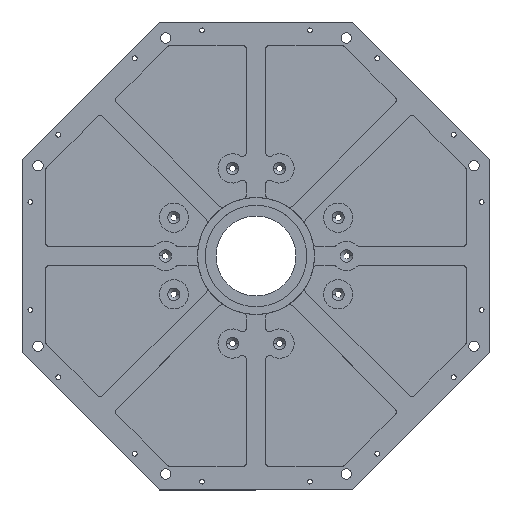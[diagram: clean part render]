
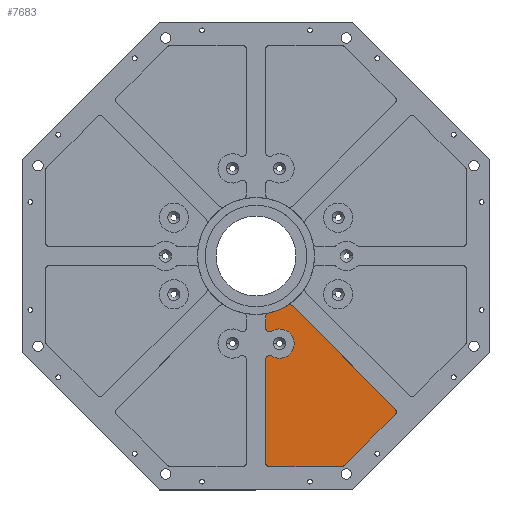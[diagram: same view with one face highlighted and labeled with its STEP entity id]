
A CAD part, top view. The second image highlights one B-rep face of the part: STEP entity #7683.
In plain terms, the highlighted planar face has unit normal (0, 0, 1).
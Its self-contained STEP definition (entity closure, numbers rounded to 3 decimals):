
#33 = AXIS2_PLACEMENT_3D ( 'NONE', #2882, #4898, #6958 ) ;
#63 = EDGE_CURVE ( 'NONE', #4174, #1637, #7361, .T. ) ;
#165 = VECTOR ( 'NONE', #7555, 1000. ) ;
#170 = DIRECTION ( 'NONE',  ( 1., 0., 0. ) ) ;
#241 = VERTEX_POINT ( 'NONE', #520 ) ;
#244 = CARTESIAN_POINT ( 'NONE',  ( 71.418, -81.317, 1. ) ) ;
#262 = CARTESIAN_POINT ( 'NONE',  ( 8.06, -38.556, 1. ) ) ;
#333 = DIRECTION ( 'NONE',  ( 0., 0., 1. ) ) ;
#390 = ORIENTED_EDGE ( 'NONE', *, *, #3883, .F. ) ;
#419 = ORIENTED_EDGE ( 'NONE', *, *, #5090, .F. ) ;
#520 = CARTESIAN_POINT ( 'NONE',  ( 5., -106., 1. ) ) ;
#664 = DIRECTION ( 'NONE',  ( 0., 0., 1. ) ) ;
#720 = CIRCLE ( 'NONE', #1886, 2. ) ;
#783 = ORIENTED_EDGE ( 'NONE', *, *, #5876, .T. ) ;
#921 = CIRCLE ( 'NONE', #7911, 7.5 ) ;
#1113 = VERTEX_POINT ( 'NONE', #7819 ) ;
#1186 = VERTEX_POINT ( 'NONE', #2220 ) ;
#1322 = VERTEX_POINT ( 'NONE', #1610 ) ;
#1339 = CIRCLE ( 'NONE', #33, 2. ) ;
#1496 = ORIENTED_EDGE ( 'NONE', *, *, #63, .T. ) ;
#1584 = VERTEX_POINT ( 'NONE', #7181 ) ;
#1610 = CARTESIAN_POINT ( 'NONE',  ( 6.563, -29.273, 1. ) ) ;
#1617 = VERTEX_POINT ( 'NONE', #2340 ) ;
#1637 = VERTEX_POINT ( 'NONE', #7810 ) ;
#1884 = VECTOR ( 'NONE', #8022, 1000. ) ;
#1886 = AXIS2_PLACEMENT_3D ( 'NONE', #2601, #4646, #8244 ) ;
#1916 = CARTESIAN_POINT ( 'NONE',  ( 5., -108., 1. ) ) ;
#1929 = DIRECTION ( 'NONE',  ( 0., 0., 1. ) ) ;
#2069 = EDGE_CURVE ( 'NONE', #241, #7510, #4598, .T. ) ;
#2133 = EDGE_CURVE ( 'NONE', #6268, #1186, #7485, .T. ) ;
#2219 = VECTOR ( 'NONE', #8294, 1000. ) ;
#2220 = CARTESIAN_POINT ( 'NONE',  ( 45.321, -107.414, 1. ) ) ;
#2253 = VERTEX_POINT ( 'NONE', #4948 ) ;
#2261 = AXIS2_PLACEMENT_3D ( 'NONE', #3216, #664, #7690 ) ;
#2296 = CARTESIAN_POINT ( 'NONE',  ( 7., -52.971, 1. ) ) ;
#2298 = CARTESIAN_POINT ( 'NONE',  ( 70.004, -79.903, 1. ) ) ;
#2305 = DIRECTION ( 'NONE',  ( 0., 0., 1. ) ) ;
#2340 = CARTESIAN_POINT ( 'NONE',  ( 72.004, -79.903, 1. ) ) ;
#2427 = CARTESIAN_POINT ( 'NONE',  ( 18.544, -25.615, 1. ) ) ;
#2459 = CARTESIAN_POINT ( 'NONE',  ( 44.735, -108., 1. ) ) ;
#2480 = AXIS2_PLACEMENT_3D ( 'NONE', #6415, #2305, #170 ) ;
#2485 = CIRCLE ( 'NONE', #4519, 2. ) ;
#2600 = CARTESIAN_POINT ( 'NONE',  ( 5., -52.971, 1. ) ) ;
#2601 = CARTESIAN_POINT ( 'NONE',  ( 43.907, -106., 1. ) ) ;
#2727 = EDGE_CURVE ( 'NONE', #5509, #7510, #2907, .T. ) ;
#2788 = CIRCLE ( 'NONE', #2930, 2. ) ;
#2797 = DIRECTION ( 'NONE',  ( 0., 0., 1. ) ) ;
#2863 = CIRCLE ( 'NONE', #7967, 30. ) ;
#2882 = CARTESIAN_POINT ( 'NONE',  ( 7., -31.225, 1. ) ) ;
#2907 = CIRCLE ( 'NONE', #5833, 2. ) ;
#2930 = AXIS2_PLACEMENT_3D ( 'NONE', #2298, #2797, #5580 ) ;
#3082 = EDGE_LOOP ( 'NONE', ( #8522, #3760, #6113, #390, #1496, #4269, #6664, #419, #8772, #5882, #6557, #5843, #783, #6207, #6370 ) ) ;
#3128 = EDGE_CURVE ( 'NONE', #6268, #1617, #2485, .T. ) ;
#3183 = VECTOR ( 'NONE', #8194, 1000. ) ;
#3216 = CARTESIAN_POINT ( 'NONE',  ( 17.13, -27.029, 1. ) ) ;
#3423 = EDGE_CURVE ( 'NONE', #2253, #1113, #8220, .T. ) ;
#3435 = CARTESIAN_POINT ( 'NONE',  ( 5., -108., 1. ) ) ;
#3523 = AXIS2_PLACEMENT_3D ( 'NONE', #5057, #7932, #8514 ) ;
#3760 = ORIENTED_EDGE ( 'NONE', *, *, #3128, .T. ) ;
#3860 = CARTESIAN_POINT ( 'NONE',  ( 5., -31.225, 1. ) ) ;
#3883 = EDGE_CURVE ( 'NONE', #4174, #6451, #6086, .T. ) ;
#4124 = CARTESIAN_POINT ( 'NONE',  ( 70.004, -79.903, 1. ) ) ;
#4174 = VERTEX_POINT ( 'NONE', #2427 ) ;
#4228 = FACE_OUTER_BOUND ( 'NONE', #3082, .T. ) ;
#4269 = ORIENTED_EDGE ( 'NONE', *, *, #7110, .F. ) ;
#4273 = CARTESIAN_POINT ( 'NONE',  ( 0., 0., 1. ) ) ;
#4357 = VERTEX_POINT ( 'NONE', #3860 ) ;
#4519 = AXIS2_PLACEMENT_3D ( 'NONE', #4124, #6237, #8231 ) ;
#4598 = LINE ( 'NONE', #5315, #3183 ) ;
#4643 = DIRECTION ( 'NONE',  ( 0., 1., 0. ) ) ;
#4646 = DIRECTION ( 'NONE',  ( 0., 0., 1. ) ) ;
#4656 = CARTESIAN_POINT ( 'NONE',  ( 71.418, -78.489, 1. ) ) ;
#4882 = DIRECTION ( 'NONE',  ( 1., 0., 0. ) ) ;
#4898 = DIRECTION ( 'NONE',  ( 0., 0., 1. ) ) ;
#4948 = CARTESIAN_POINT ( 'NONE',  ( 43.907, -108., 1. ) ) ;
#5016 = DIRECTION ( 'NONE',  ( 1., 0., 0. ) ) ;
#5057 = CARTESIAN_POINT ( 'NONE',  ( 7., -36.86, 1. ) ) ;
#5090 = EDGE_CURVE ( 'NONE', #1584, #4357, #8154, .T. ) ;
#5315 = CARTESIAN_POINT ( 'NONE',  ( 5., -108., 1. ) ) ;
#5434 = VERTEX_POINT ( 'NONE', #262 ) ;
#5509 = VERTEX_POINT ( 'NONE', #8140 ) ;
#5525 = CARTESIAN_POINT ( 'NONE',  ( 72.832, -79.903, 1. ) ) ;
#5580 = DIRECTION ( 'NONE',  ( 1., 0., 0. ) ) ;
#5833 = AXIS2_PLACEMENT_3D ( 'NONE', #2296, #333, #7224 ) ;
#5843 = ORIENTED_EDGE ( 'NONE', *, *, #2069, .F. ) ;
#5876 = EDGE_CURVE ( 'NONE', #241, #1113, #7284, .T. ) ;
#5882 = ORIENTED_EDGE ( 'NONE', *, *, #7792, .F. ) ;
#6086 = LINE ( 'NONE', #5525, #2219 ) ;
#6113 = ORIENTED_EDGE ( 'NONE', *, *, #6899, .T. ) ;
#6207 = ORIENTED_EDGE ( 'NONE', *, *, #3423, .F. ) ;
#6237 = DIRECTION ( 'NONE',  ( 0., 0., 1. ) ) ;
#6249 = CARTESIAN_POINT ( 'NONE',  ( 12.035, -44.916, 1. ) ) ;
#6268 = VERTEX_POINT ( 'NONE', #244 ) ;
#6370 = ORIENTED_EDGE ( 'NONE', *, *, #8157, .T. ) ;
#6415 = CARTESIAN_POINT ( 'NONE',  ( 7., -106., 1. ) ) ;
#6451 = VERTEX_POINT ( 'NONE', #4656 ) ;
#6557 = ORIENTED_EDGE ( 'NONE', *, *, #2727, .T. ) ;
#6664 = ORIENTED_EDGE ( 'NONE', *, *, #6878, .T. ) ;
#6854 = DIRECTION ( 'NONE',  ( 1., 0., 0. ) ) ;
#6878 = EDGE_CURVE ( 'NONE', #1322, #4357, #1339, .T. ) ;
#6899 = EDGE_CURVE ( 'NONE', #1617, #6451, #2788, .T. ) ;
#6958 = DIRECTION ( 'NONE',  ( 1., 0., 0. ) ) ;
#7030 = PLANE ( 'NONE',  #7626 ) ;
#7110 = EDGE_CURVE ( 'NONE', #1322, #1637, #2863, .T. ) ;
#7181 = CARTESIAN_POINT ( 'NONE',  ( 5., -36.86, 1. ) ) ;
#7224 = DIRECTION ( 'NONE',  ( 1., 0., 0. ) ) ;
#7284 = CIRCLE ( 'NONE', #2480, 2. ) ;
#7361 = CIRCLE ( 'NONE', #2261, 2. ) ;
#7483 = CIRCLE ( 'NONE', #3523, 2. ) ;
#7485 = LINE ( 'NONE', #2459, #1884 ) ;
#7510 = VERTEX_POINT ( 'NONE', #2600 ) ;
#7555 = DIRECTION ( 'NONE',  ( -1., 0., 0. ) ) ;
#7626 = AXIS2_PLACEMENT_3D ( 'NONE', #4273, #8469, #4882 ) ;
#7683 = ADVANCED_FACE ( 'NONE', ( #4228 ), #7030, .T. ) ;
#7690 = DIRECTION ( 'NONE',  ( 1., 0., 0. ) ) ;
#7792 = EDGE_CURVE ( 'NONE', #5509, #5434, #921, .T. ) ;
#7810 = CARTESIAN_POINT ( 'NONE',  ( 16.059, -25.34, 1. ) ) ;
#7819 = CARTESIAN_POINT ( 'NONE',  ( 7., -108., 1. ) ) ;
#7840 = EDGE_CURVE ( 'NONE', #1584, #5434, #7483, .T. ) ;
#7911 = AXIS2_PLACEMENT_3D ( 'NONE', #6249, #8419, #5016 ) ;
#7932 = DIRECTION ( 'NONE',  ( 0., 0., 1. ) ) ;
#7967 = AXIS2_PLACEMENT_3D ( 'NONE', #8208, #1929, #6854 ) ;
#8022 = DIRECTION ( 'NONE',  ( -0.707, -0.707, 0. ) ) ;
#8071 = VECTOR ( 'NONE', #4643, 1000. ) ;
#8140 = CARTESIAN_POINT ( 'NONE',  ( 8.06, -51.275, 1. ) ) ;
#8154 = LINE ( 'NONE', #1916, #8071 ) ;
#8157 = EDGE_CURVE ( 'NONE', #2253, #1186, #720, .T. ) ;
#8194 = DIRECTION ( 'NONE',  ( 0., 1., 0. ) ) ;
#8208 = CARTESIAN_POINT ( 'NONE',  ( 0., 0., 1. ) ) ;
#8220 = LINE ( 'NONE', #3435, #165 ) ;
#8231 = DIRECTION ( 'NONE',  ( 1., 0., 0. ) ) ;
#8244 = DIRECTION ( 'NONE',  ( 1., 0., 0. ) ) ;
#8294 = DIRECTION ( 'NONE',  ( 0.707, -0.707, 0. ) ) ;
#8419 = DIRECTION ( 'NONE',  ( 0., 0., 1. ) ) ;
#8469 = DIRECTION ( 'NONE',  ( 0., 0., 1. ) ) ;
#8514 = DIRECTION ( 'NONE',  ( 1., 0., 0. ) ) ;
#8522 = ORIENTED_EDGE ( 'NONE', *, *, #2133, .F. ) ;
#8772 = ORIENTED_EDGE ( 'NONE', *, *, #7840, .T. ) ;
